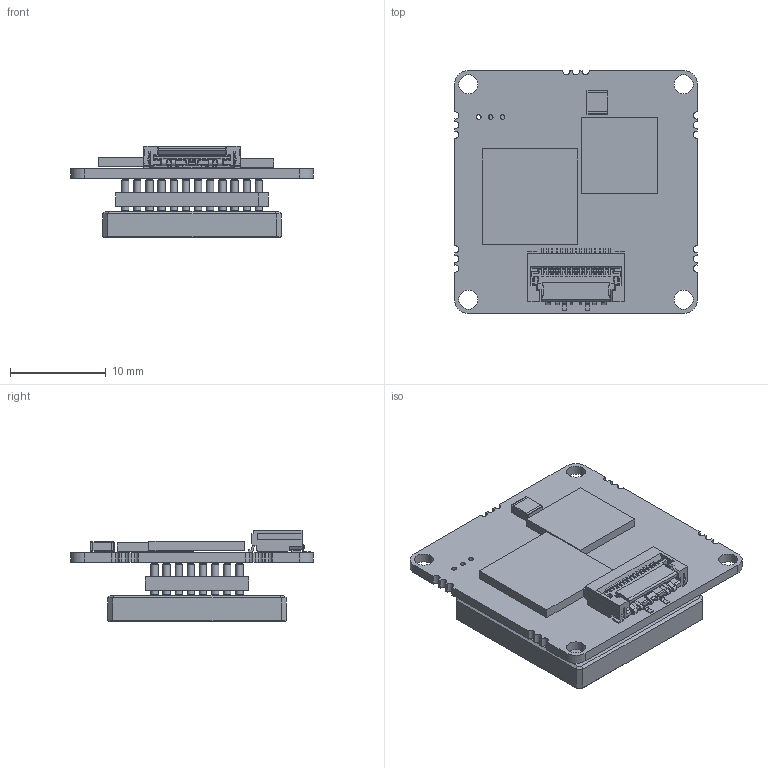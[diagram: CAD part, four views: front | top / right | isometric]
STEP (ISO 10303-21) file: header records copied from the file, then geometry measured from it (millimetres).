
FILE_DESCRIPTION(/* description */ (''),/* implementation_level */ '2;1');
FILE_NAME(/* name */ 'MQ042xG-CM-S7-FL-TG-BRD_01-STP.stp',/* time_stamp */ '2024-04-28T17:24:48+02:00',/* author */ (''),/* organization */ (''),/* preprocessor_version */ 'ST-DEVELOPER v18.102',/* originating_system */ 'SIEMENS PLM Software NX2206.8900',/* authorisation */ '');
FILE_SCHEMA (('AUTOMOTIVE_DESIGN { 1 0 10303 214 3 1 1 1 }'));
Products named in the file (4): 001513_01_1-CMV4000_Package; 001499_01_1-MQ95UPGA-CM-S7-FL-PCA; 001486_01_1-CMV4000; 004930_01_1-MQ042xG-CM-S7-FL-TG-BRD_stp
Assembly tree (3 placements, depth 3):
  004930_01_1-MQ042xG-CM-S7-FL-TG-BRD_stp
    001499_01_1-MQ95UPGA-CM-S7-FL-PCA
    001486_01_1-CMV4000
      001513_01_1-CMV4000_Package
Bounding box: 25.4 x 25.4 x 9.56 mm (x, y, z)
Volume: 1824.9 mm3; surface area: 5521.2 mm2
Topology: 200 solids, 200 shells, 2306 faces, 5698 edges, 3677 vertices
Faces by surface type: plane 1351, cylinder 662, cone 190, torus 95, sphere 8
Full cylindrical faces by diameter (mm): 0.3 x95, 0.5 x98, 0.76 x190, 2 x4
Entity records: 75629 total; most frequent: CARTESIAN_POINT 11867, DIRECTION 11167, ORIENTED_EDGE 10810, EDGE_CURVE 5405, AXIS2_PLACEMENT_3D 3927, VERTEX_POINT 3677, LINE 3313, VECTOR 3313
